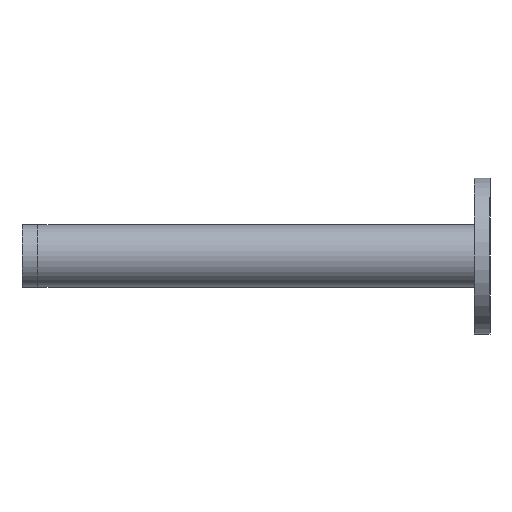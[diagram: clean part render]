
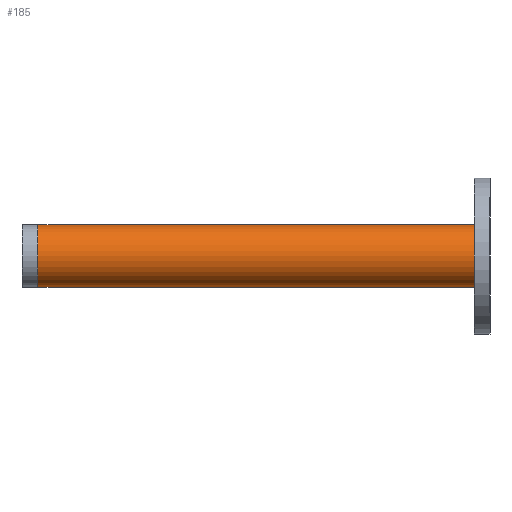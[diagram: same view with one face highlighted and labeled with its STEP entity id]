
A CAD part, left-side view. The second image highlights one B-rep face of the part: STEP entity #185.
In plain terms, the highlighted cylindrical face has radius 20 mm (diameter 40 mm), a partial arc.
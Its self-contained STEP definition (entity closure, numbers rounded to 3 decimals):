
#14 = CARTESIAN_POINT ( 'NONE',  ( 0., 290., -20. ) ) ;
#15 = VERTEX_POINT ( 'NONE', #382 ) ;
#17 = DIRECTION ( 'NONE',  ( 0., 1., 0. ) ) ;
#22 = EDGE_CURVE ( 'NONE', #393, #15, #131, .T. ) ;
#45 = EDGE_CURVE ( 'NONE', #348, #15, #224, .T. ) ;
#53 = VERTEX_POINT ( 'NONE', #316 ) ;
#55 = LINE ( 'NONE', #157, #116 ) ;
#60 = EDGE_CURVE ( 'NONE', #397, #393, #55, .T. ) ;
#62 = CARTESIAN_POINT ( 'NONE',  ( 0., 290., 0. ) ) ;
#66 = DIRECTION ( 'NONE',  ( 0., 0., 1. ) ) ;
#74 = AXIS2_PLACEMENT_3D ( 'NONE', #140, #138, #323 ) ;
#84 = ORIENTED_EDGE ( 'NONE', *, *, #22, .F. ) ;
#96 = ORIENTED_EDGE ( 'NONE', *, *, #45, .T. ) ;
#100 = CARTESIAN_POINT ( 'NONE',  ( 0., 10., 0. ) ) ;
#103 = EDGE_CURVE ( 'NONE', #397, #248, #412, .T. ) ;
#111 = DIRECTION ( 'NONE',  ( 0., -1., 0. ) ) ;
#116 = VECTOR ( 'NONE', #126, 1000. ) ;
#126 = DIRECTION ( 'NONE',  ( 0., 1., 0. ) ) ;
#131 = CIRCLE ( 'NONE', #253, 20. ) ;
#138 = DIRECTION ( 'NONE',  ( 0., -1., 0. ) ) ;
#140 = CARTESIAN_POINT ( 'NONE',  ( 0., 290., 0. ) ) ;
#154 = EDGE_CURVE ( 'NONE', #248, #53, #265, .T. ) ;
#157 = CARTESIAN_POINT ( 'NONE',  ( 0., 280., -20. ) ) ;
#159 = CARTESIAN_POINT ( 'NONE',  ( 0., 290., -20. ) ) ;
#167 = DIRECTION ( 'NONE',  ( 0., 1., 0. ) ) ;
#169 = VECTOR ( 'NONE', #111, 1000. ) ;
#170 = CARTESIAN_POINT ( 'NONE',  ( 0., 280., -20. ) ) ;
#171 = CARTESIAN_POINT ( 'NONE',  ( 0., 290., 20. ) ) ;
#178 = EDGE_LOOP ( 'NONE', ( #345, #96, #84, #377, #273, #406 ) ) ;
#183 = DIRECTION ( 'NONE',  ( 0., 0., 1. ) ) ;
#185 = ADVANCED_FACE ( 'NONE', ( #229 ), #266, .T. ) ;
#212 = VECTOR ( 'NONE', #287, 1000. ) ;
#215 = CARTESIAN_POINT ( 'NONE',  ( 0., 280., 20. ) ) ;
#224 = LINE ( 'NONE', #215, #399 ) ;
#229 = FACE_OUTER_BOUND ( 'NONE', #178, .T. ) ;
#248 = VERTEX_POINT ( 'NONE', #360 ) ;
#253 = AXIS2_PLACEMENT_3D ( 'NONE', #62, #285, #183 ) ;
#265 = CIRCLE ( 'NONE', #314, 20. ) ;
#266 = CYLINDRICAL_SURFACE ( 'NONE', #74, 20. ) ;
#273 = ORIENTED_EDGE ( 'NONE', *, *, #103, .T. ) ;
#285 = DIRECTION ( 'NONE',  ( 0., 1., 0. ) ) ;
#287 = DIRECTION ( 'NONE',  ( 0., -1., 0. ) ) ;
#307 = CARTESIAN_POINT ( 'NONE',  ( 0., 280., 20. ) ) ;
#312 = EDGE_CURVE ( 'NONE', #348, #53, #361, .T. ) ;
#314 = AXIS2_PLACEMENT_3D ( 'NONE', #100, #167, #66 ) ;
#316 = CARTESIAN_POINT ( 'NONE',  ( 0., 10., 20. ) ) ;
#323 = DIRECTION ( 'NONE',  ( 0., 0., -1. ) ) ;
#345 = ORIENTED_EDGE ( 'NONE', *, *, #312, .F. ) ;
#348 = VERTEX_POINT ( 'NONE', #307 ) ;
#360 = CARTESIAN_POINT ( 'NONE',  ( 0., 10., -20. ) ) ;
#361 = LINE ( 'NONE', #171, #169 ) ;
#377 = ORIENTED_EDGE ( 'NONE', *, *, #60, .F. ) ;
#382 = CARTESIAN_POINT ( 'NONE',  ( 0., 290., 20. ) ) ;
#393 = VERTEX_POINT ( 'NONE', #14 ) ;
#397 = VERTEX_POINT ( 'NONE', #170 ) ;
#399 = VECTOR ( 'NONE', #17, 1000. ) ;
#406 = ORIENTED_EDGE ( 'NONE', *, *, #154, .T. ) ;
#412 = LINE ( 'NONE', #159, #212 ) ;
